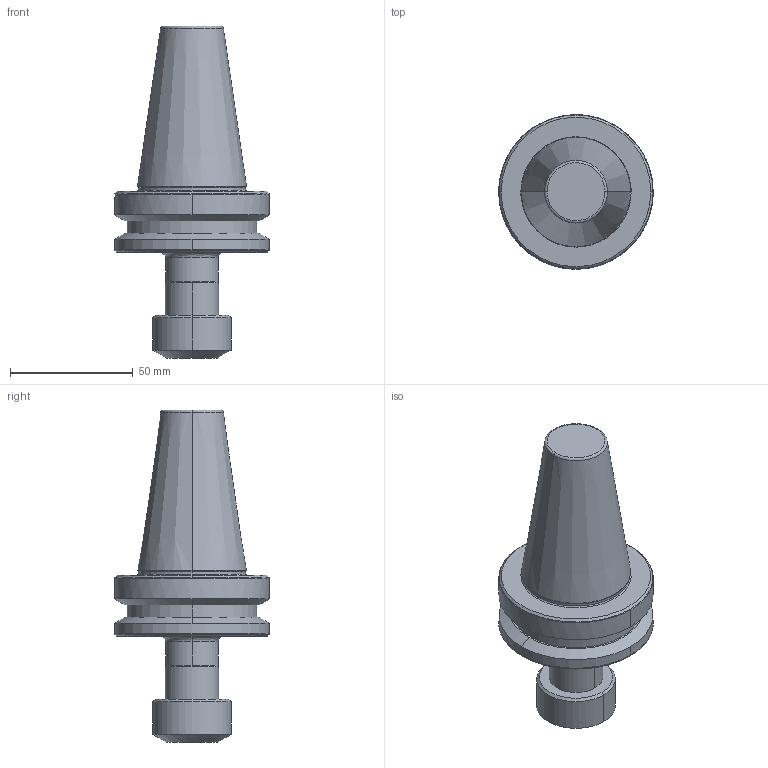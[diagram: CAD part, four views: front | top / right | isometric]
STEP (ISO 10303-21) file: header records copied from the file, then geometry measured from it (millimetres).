
FILE_DESCRIPTION (( 'STEP AP203' ), '1' );
FILE_NAME ('BT40 ER 16 070 AD-6.3G15000 SL.STEP', '2019-05-20T09:31:15', ( '' ), ( '' ), 'SwSTEP 2.0', 'SolidWorks 2014', '' );
FILE_SCHEMA (( 'CONFIG_CONTROL_DESIGN' ));
Length unit declared in the file: millimetre
Products named in the file (1): BT40 ER 16 070 AD-6.3G15000 SL
Bounding box: 63 x 63 x 135.4 mm (x, y, z)
Volume: 161158.4 mm3; surface area: 22339.4 mm2
Topology: 1 solids, 1 shells, 56 faces, 126 edges, 77 vertices
Faces by surface type: cone 18, bspline 15, cylinder 14, plane 7, torus 2
Entity records: 2863 total; most frequent: CARTESIAN_POINT 1606, ORIENTED_EDGE 252, DIRECTION 250, EDGE_CURVE 126, AXIS2_PLACEMENT_3D 109, VERTEX_POINT 77, CIRCLE 67, EDGE_LOOP 61
